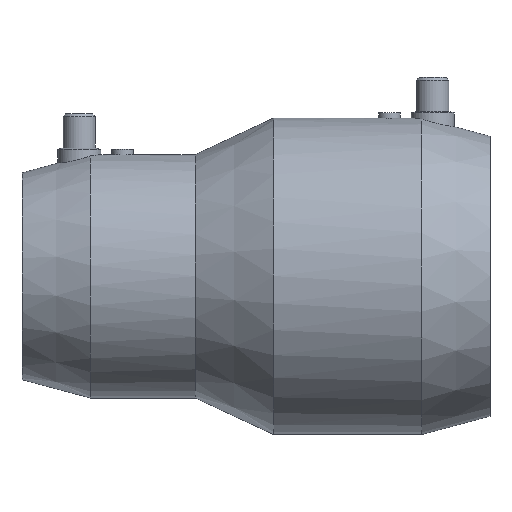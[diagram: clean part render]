
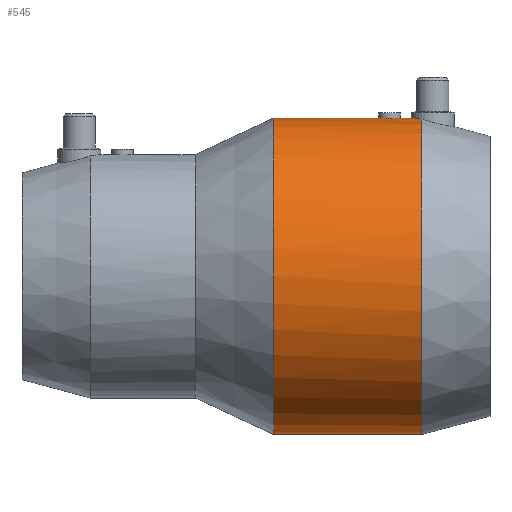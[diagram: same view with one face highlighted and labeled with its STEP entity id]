
A CAD part, top view. The second image highlights one B-rep face of the part: STEP entity #545.
In plain terms, the highlighted cylindrical face has radius 58.5 mm (diameter 117 mm), a partial arc.
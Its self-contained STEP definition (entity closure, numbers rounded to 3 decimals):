
#333 = VERTEX_POINT( '', #945 );
#375 = EDGE_CURVE( '', #715, #809, #993, .T. );
#405 = EDGE_CURVE( '', #333, #683, #1027, .T. );
#471 = EDGE_CURVE( '', #809, #557, #1099, .T. );
#485 = VERTEX_POINT( '', #1115 );
#545 = ADVANCED_FACE( '', ( #1182 ), #1183, .T. );
#557 = VERTEX_POINT( '', #1195 );
#657 = EDGE_CURVE( '', #735, #333, #1307, .T. );
#671 = EDGE_CURVE( '', #557, #485, #1324, .T. );
#683 = VERTEX_POINT( '', #1338 );
#715 = VERTEX_POINT( '', #1373 );
#735 = VERTEX_POINT( '', #1394 );
#809 = VERTEX_POINT( '', #1480 );
#869 = EDGE_CURVE( '', #735, #485, #1551, .T. );
#875 = EDGE_CURVE( '', #683, #715, #1557, .T. );
#945 = CARTESIAN_POINT( '', ( 46.309, -58.5, 0. ) );
#993 = LINE( '', #1707, #1708 );
#1027 = CIRCLE( '', #1756, 58.5 );
#1099 = B_SPLINE_CURVE_WITH_KNOTS( '', 3, ( #1931, #1932, #1933, #1934, #1935, #1936, #1937, #1938, #1939, #1940, #1941, #1942, #1943, #1944, #1945, #1946, #1947, #1948, #1949, #1950, #1951, #1952, #1953, #1954, #1955, #1956, #1957, #1958, #1959, #1960, #1961, #1962, #1963, #1964 ), .UNSPECIFIED., .F., .F., ( 4, 2, 2, 2, 2, 2, 2, 2, 2, 2, 2, 2, 2, 2, 2, 2, 4 ), ( 6.029, 6.783, 7.536, 8.29, 9.044, 9.797, 10.551, 11.304, 12.058, 12.812, 13.565, 14.319, 15.073, 15.826, 16.58, 17.333, 18.087 ), .UNSPECIFIED. );
#1115 = CARTESIAN_POINT( '', ( -8.484, 58.5, 0. ) );
#1182 = FACE_OUTER_BOUND( '', #2131, .T. );
#1183 = CYLINDRICAL_SURFACE( '', #2132, 58.5 );
#1195 = CARTESIAN_POINT( '', ( 30.333, 58.5, 0. ) );
#1307 = LINE( '', #2345, #2346 );
#1324 = LINE( '', #2366, #2367 );
#1338 = CARTESIAN_POINT( '', ( 46.309, 58.09, 6.914 ) );
#1373 = CARTESIAN_POINT( '', ( 42.333, 58.5, 0. ) );
#1394 = CARTESIAN_POINT( '', ( -8.484, -58.5, 0. ) );
#1480 = CARTESIAN_POINT( '', ( 38.333, 58.5, 0. ) );
#1551 = CIRCLE( '', #2750, 58.5 );
#1557 = B_SPLINE_CURVE_WITH_KNOTS( '', 3, ( #2759, #2760, #2761, #2762, #2763, #2764, #2765, #2766, #2767, #2768, #2769, #2770, #2771, #2772, #2773, #2774, #2775, #2776, #2777, #2778, #2779, #2780, #2781, #2782, #2783, #2784 ), .UNSPECIFIED., .F., .F., ( 4, 2, 2, 2, 2, 2, 2, 2, 2, 2, 2, 2, 4 ), ( 4.032, 4.526, 6.035, 7.544, 9.053, 10.561, 12.07, 13.579, 15.088, 16.597, 18.105, 19.614, 20.108 ), .UNSPECIFIED. );
#1707 = CARTESIAN_POINT( '', ( 18.912, 58.5, 0. ) );
#1708 = VECTOR( '', #2987, 1. );
#1756 = AXIS2_PLACEMENT_3D( '', #3034, #3035, #3036 );
#1931 = CARTESIAN_POINT( '', ( 38.333, 58.5, 0. ) );
#1932 = CARTESIAN_POINT( '', ( 38.333, 58.5, 0.251 ) );
#1933 = CARTESIAN_POINT( '', ( 38.309, 58.498, 0.511 ) );
#1934 = CARTESIAN_POINT( '', ( 38.208, 58.492, 1.028 ) );
#1935 = CARTESIAN_POINT( '', ( 38.131, 58.486, 1.285 ) );
#1936 = CARTESIAN_POINT( '', ( 37.927, 58.474, 1.777 ) );
#1937 = CARTESIAN_POINT( '', ( 37.8, 58.466, 2.014 ) );
#1938 = CARTESIAN_POINT( '', ( 37.506, 58.449, 2.45 ) );
#1939 = CARTESIAN_POINT( '', ( 37.339, 58.44, 2.651 ) );
#1940 = CARTESIAN_POINT( '', ( 36.984, 58.423, 3.006 ) );
#1941 = CARTESIAN_POINT( '', ( 36.784, 58.414, 3.173 ) );
#1942 = CARTESIAN_POINT( '', ( 36.347, 58.397, 3.466 ) );
#1943 = CARTESIAN_POINT( '', ( 36.111, 58.39, 3.593 ) );
#1944 = CARTESIAN_POINT( '', ( 35.618, 58.377, 3.797 ) );
#1945 = CARTESIAN_POINT( '', ( 35.361, 58.372, 3.875 ) );
#1946 = CARTESIAN_POINT( '', ( 34.844, 58.365, 3.976 ) );
#1947 = CARTESIAN_POINT( '', ( 34.585, 58.363, 4. ) );
#1948 = CARTESIAN_POINT( '', ( 34.082, 58.363, 4. ) );
#1949 = CARTESIAN_POINT( '', ( 33.822, 58.365, 3.976 ) );
#1950 = CARTESIAN_POINT( '', ( 33.306, 58.372, 3.875 ) );
#1951 = CARTESIAN_POINT( '', ( 33.049, 58.377, 3.797 ) );
#1952 = CARTESIAN_POINT( '', ( 32.556, 58.39, 3.593 ) );
#1953 = CARTESIAN_POINT( '', ( 32.32, 58.397, 3.466 ) );
#1954 = CARTESIAN_POINT( '', ( 31.883, 58.414, 3.173 ) );
#1955 = CARTESIAN_POINT( '', ( 31.682, 58.423, 3.006 ) );
#1956 = CARTESIAN_POINT( '', ( 31.327, 58.44, 2.651 ) );
#1957 = CARTESIAN_POINT( '', ( 31.161, 58.449, 2.45 ) );
#1958 = CARTESIAN_POINT( '', ( 30.867, 58.466, 2.014 ) );
#1959 = CARTESIAN_POINT( '', ( 30.74, 58.474, 1.777 ) );
#1960 = CARTESIAN_POINT( '', ( 30.536, 58.486, 1.285 ) );
#1961 = CARTESIAN_POINT( '', ( 30.459, 58.492, 1.028 ) );
#1962 = CARTESIAN_POINT( '', ( 30.357, 58.498, 0.511 ) );
#1963 = CARTESIAN_POINT( '', ( 30.333, 58.5, 0.251 ) );
#1964 = CARTESIAN_POINT( '', ( 30.333, 58.5, 0. ) );
#2131 = EDGE_LOOP( '', ( #3227, #3228, #3229, #3230, #3231, #3232, #3233 ) );
#2132 = AXIS2_PLACEMENT_3D( '', #3234, #3235, #3236 );
#2345 = CARTESIAN_POINT( '', ( 18.912, -58.5, 0. ) );
#2346 = VECTOR( '', #3372, 1. );
#2366 = CARTESIAN_POINT( '', ( 18.912, 58.5, 0. ) );
#2367 = VECTOR( '', #3396, 1. );
#2750 = AXIS2_PLACEMENT_3D( '', #3680, #3681, #3682 );
#2759 = CARTESIAN_POINT( '', ( 46.309, 58.09, 6.914 ) );
#2760 = CARTESIAN_POINT( '', ( 46.159, 58.1, 6.827 ) );
#2761 = CARTESIAN_POINT( '', ( 46.012, 58.111, 6.734 ) );
#2762 = CARTESIAN_POINT( '', ( 45.432, 58.156, 6.345 ) );
#2763 = CARTESIAN_POINT( '', ( 45.031, 58.191, 6.012 ) );
#2764 = CARTESIAN_POINT( '', ( 44.322, 58.26, 5.302 ) );
#2765 = CARTESIAN_POINT( '', ( 43.989, 58.296, 4.901 ) );
#2766 = CARTESIAN_POINT( '', ( 43.401, 58.363, 4.028 ) );
#2767 = CARTESIAN_POINT( '', ( 43.147, 58.394, 3.556 ) );
#2768 = CARTESIAN_POINT( '', ( 42.739, 58.446, 2.571 ) );
#2769 = CARTESIAN_POINT( '', ( 42.584, 58.466, 2.057 ) );
#2770 = CARTESIAN_POINT( '', ( 42.382, 58.493, 1.023 ) );
#2771 = CARTESIAN_POINT( '', ( 42.333, 58.5, 0.503 ) );
#2772 = CARTESIAN_POINT( '', ( 42.333, 58.5, -0.503 ) );
#2773 = CARTESIAN_POINT( '', ( 42.382, 58.493, -1.023 ) );
#2774 = CARTESIAN_POINT( '', ( 42.584, 58.466, -2.057 ) );
#2775 = CARTESIAN_POINT( '', ( 42.739, 58.446, -2.571 ) );
#2776 = CARTESIAN_POINT( '', ( 43.147, 58.394, -3.556 ) );
#2777 = CARTESIAN_POINT( '', ( 43.401, 58.363, -4.028 ) );
#2778 = CARTESIAN_POINT( '', ( 43.989, 58.296, -4.901 ) );
#2779 = CARTESIAN_POINT( '', ( 44.322, 58.26, -5.302 ) );
#2780 = CARTESIAN_POINT( '', ( 45.031, 58.191, -6.012 ) );
#2781 = CARTESIAN_POINT( '', ( 45.432, 58.156, -6.345 ) );
#2782 = CARTESIAN_POINT( '', ( 46.012, 58.111, -6.734 ) );
#2783 = CARTESIAN_POINT( '', ( 46.159, 58.1, -6.827 ) );
#2784 = CARTESIAN_POINT( '', ( 46.309, 58.09, -6.914 ) );
#2987 = DIRECTION( '', ( -1., 0., 0. ) );
#3034 = CARTESIAN_POINT( '', ( 46.309, 0., 0. ) );
#3035 = DIRECTION( '', ( -1., 0., 0. ) );
#3036 = DIRECTION( '', ( 0., 1., 0. ) );
#3227 = ORIENTED_EDGE( '', *, *, #375, .T. );
#3228 = ORIENTED_EDGE( '', *, *, #471, .T. );
#3229 = ORIENTED_EDGE( '', *, *, #671, .T. );
#3230 = ORIENTED_EDGE( '', *, *, #869, .F. );
#3231 = ORIENTED_EDGE( '', *, *, #657, .T. );
#3232 = ORIENTED_EDGE( '', *, *, #405, .T. );
#3233 = ORIENTED_EDGE( '', *, *, #875, .T. );
#3234 = CARTESIAN_POINT( '', ( 18.912, 0., 0. ) );
#3235 = DIRECTION( '', ( 1., 0., 0. ) );
#3236 = DIRECTION( '', ( 0., 1., 0. ) );
#3372 = DIRECTION( '', ( 1., 0., 0. ) );
#3396 = DIRECTION( '', ( -1., 0., 0. ) );
#3680 = CARTESIAN_POINT( '', ( -8.484, 0., 0. ) );
#3681 = DIRECTION( '', ( -1., 0., 0. ) );
#3682 = DIRECTION( '', ( 0., 1., 0. ) );
